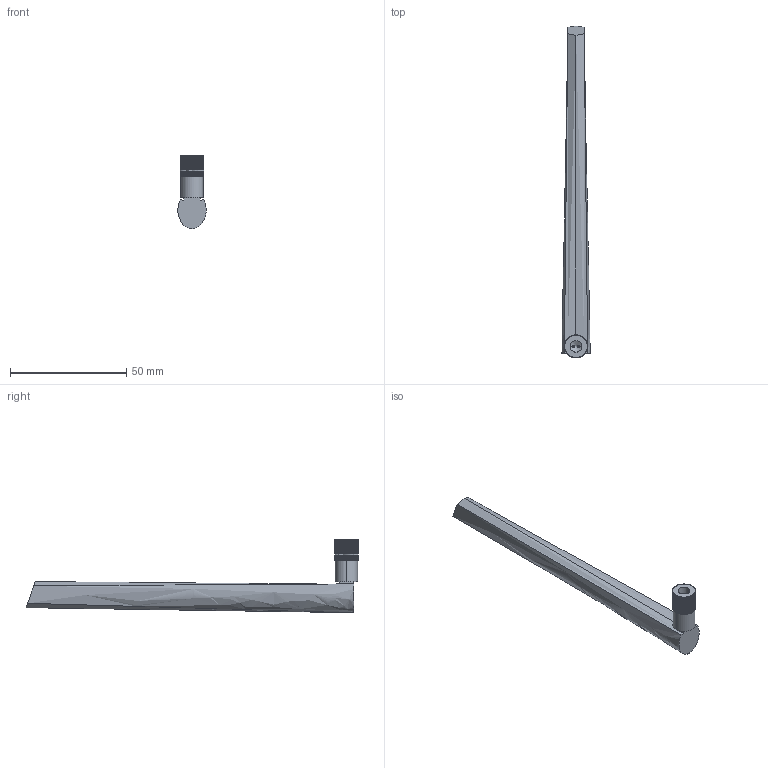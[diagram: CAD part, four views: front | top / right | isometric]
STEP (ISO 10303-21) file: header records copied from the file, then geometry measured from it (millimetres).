
FILE_DESCRIPTION (( 'STEP AP203' ), '1' );
FILE_NAME ('ASUS Wireless USB AC56 Antenna.STEP', '2019-08-23T11:26:46', ( '' ), ( '' ), 'SwSTEP 2.0', 'SolidWorks 2018', '' );
FILE_SCHEMA (( 'CONFIG_CONTROL_DESIGN' ));
Length unit declared in the file: millimetre
Products named in the file (1): ASUS Wireless USB AC56 Antenna
Bounding box: 12.25 x 143.1 x 31.6 mm (x, y, z)
Volume: 13962.8 mm3; surface area: 5895.9 mm2
Topology: 1 solids, 1 shells, 164 faces, 478 edges, 317 vertices
Faces by surface type: plane 152, bspline 6, cylinder 4, cone 2
Entity records: 5523 total; most frequent: CARTESIAN_POINT 1148, ORIENTED_EDGE 952, DIRECTION 790, EDGE_CURVE 476, VECTOR 456, LINE 456, VERTEX_POINT 317, AXIS2_PLACEMENT_3D 167
